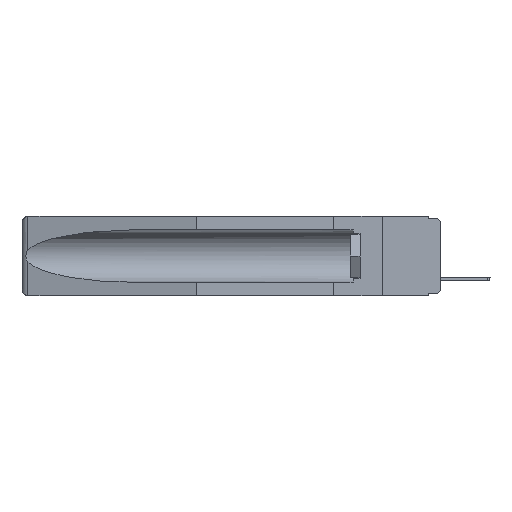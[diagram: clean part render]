
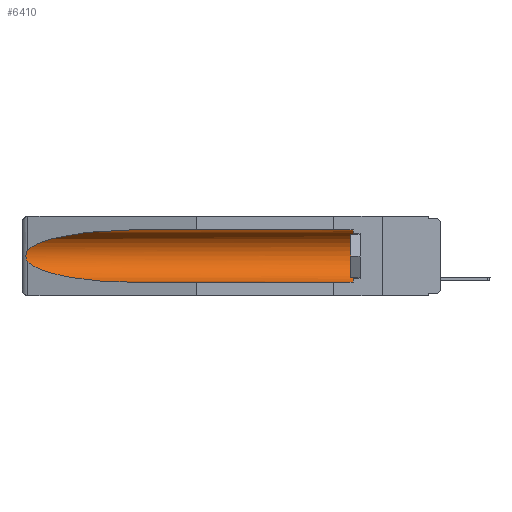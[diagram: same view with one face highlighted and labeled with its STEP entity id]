
A CAD part, left-side view. The second image highlights one B-rep face of the part: STEP entity #6410.
In plain terms, the highlighted cylindrical face has radius 2.857 mm (diameter 5.715 mm), a partial arc.
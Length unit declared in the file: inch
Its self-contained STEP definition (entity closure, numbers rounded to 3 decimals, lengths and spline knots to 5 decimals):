
#723 = ORIENTED_EDGE ( 'NONE', *, *, #18779, .T. ) ;
#862 = DIRECTION ( 'NONE',  ( 0., 1., 0. ) ) ;
#922 = DIRECTION ( 'NONE',  ( 0., 1., 0. ) ) ;
#1069 = CARTESIAN_POINT ( 'NONE',  ( 0.26597, 1.52961, -0.15275 ) ) ;
#1302 = CARTESIAN_POINT ( 'NONE',  ( 0.155, -0.30754, -0.284 ) ) ;
#1629 = CARTESIAN_POINT ( 'NONE',  ( 0.155, 0.126, -0.284 ) ) ;
#1877 =( BOUNDED_CURVE ( )  B_SPLINE_CURVE ( 3, ( #11989, #17968, #3489, #18659 ),
 .UNSPECIFIED., .F., .F. ) 
 B_SPLINE_CURVE_WITH_KNOTS ( ( 4, 4 ),
 ( 0.1948, 1.5708 ),
 .UNSPECIFIED. ) 
 CURVE ( )  GEOMETRIC_REPRESENTATION_ITEM ( )  RATIONAL_B_SPLINE_CURVE ( ( 1., 0.848, 0.848, 1. ) ) 
 REPRESENTATION_ITEM ( '' )  );
#2546 = CARTESIAN_POINT ( 'NONE',  ( 0.26537, 1.52718, -0.14972 ) ) ;
#2737 = CARTESIAN_POINT ( 'NONE',  ( 0.2675, 1.53308, -0.16763 ) ) ;
#2989 = VECTOR ( 'NONE', #17726, 39.37008 ) ;
#3215 = CARTESIAN_POINT ( 'NONE',  ( 0.26537, 1.52718, -0.19328 ) ) ;
#3489 = CARTESIAN_POINT ( 'NONE',  ( 0.21114, 1.30732, -0.284 ) ) ;
#3535 = CARTESIAN_POINT ( 'NONE',  ( 0.26537, 1.52718, -0.19328 ) ) ;
#4182 = CARTESIAN_POINT ( 'NONE',  ( 0.25451, 1.48313, -0.09465 ) ) ;
#4721 = CARTESIAN_POINT ( 'NONE',  ( 0.26597, 1.5296, -0.19026 ) ) ;
#4810 = VERTEX_POINT ( 'NONE', #7909 ) ;
#4954 = DIRECTION ( 'NONE',  ( 0., -1., 0. ) ) ;
#5137 = VERTEX_POINT ( 'NONE', #10040 ) ;
#5245 = CARTESIAN_POINT ( 'NONE',  ( 0.155, 1.07973, -0.284 ) ) ;
#5290 = CYLINDRICAL_SURFACE ( 'NONE', #8812, 0.1125 ) ;
#5645 = ORIENTED_EDGE ( 'NONE', *, *, #17166, .T. ) ;
#6410 = ADVANCED_FACE ( 'NONE', ( #17495 ), #5290, .F. ) ;
#6423 = DIRECTION ( 'NONE',  ( 0., 0., 1. ) ) ;
#6534 = VERTEX_POINT ( 'NONE', #1629 ) ;
#6691 = VERTEX_POINT ( 'NONE', #5245 ) ;
#7062 = CARTESIAN_POINT ( 'NONE',  ( 0.2673, 1.5327, -0.16383 ) ) ;
#7264 = EDGE_CURVE ( 'NONE', #4810, #18026, #15645, .T. ) ;
#7909 = CARTESIAN_POINT ( 'NONE',  ( 0.26537, 1.52718, -0.14972 ) ) ;
#8232 = ORIENTED_EDGE ( 'NONE', *, *, #12006, .T. ) ;
#8363 = CARTESIAN_POINT ( 'NONE',  ( 0.155, 0.126, -0.1715 ) ) ;
#8405 = CARTESIAN_POINT ( 'NONE',  ( 0.155, -0.30754, -0.1715 ) ) ;
#8812 = AXIS2_PLACEMENT_3D ( 'NONE', #8405, #862, #12794 ) ;
#9008 = CARTESIAN_POINT ( 'NONE',  ( 0.2673, 1.53269, -0.17917 ) ) ;
#9062 = ORIENTED_EDGE ( 'NONE', *, *, #15312, .F. ) ;
#9816 = VERTEX_POINT ( 'NONE', #19333 ) ;
#9949 = CIRCLE ( 'NONE', #14610, 0.1125 ) ;
#10040 = CARTESIAN_POINT ( 'NONE',  ( 0.155, 1.07973, -0.059 ) ) ;
#10149 = CARTESIAN_POINT ( 'NONE',  ( 0.26537, 1.52718, -0.14972 ) ) ;
#10161 = VECTOR ( 'NONE', #922, 39.37008 ) ;
#10752 = EDGE_LOOP ( 'NONE', ( #723, #17374, #5645, #9062, #17971, #8232 ) ) ;
#11559 = CARTESIAN_POINT ( 'NONE',  ( 0.155, -0.30754, -0.059 ) ) ;
#11974 =( BOUNDED_CURVE ( )  B_SPLINE_CURVE ( 3, ( #19046, #17575, #4182, #10149 ),
 .UNSPECIFIED., .F., .F. ) 
 B_SPLINE_CURVE_WITH_KNOTS ( ( 4, 4 ),
 ( 4.71239, 6.08839 ),
 .UNSPECIFIED. ) 
 CURVE ( )  GEOMETRIC_REPRESENTATION_ITEM ( )  RATIONAL_B_SPLINE_CURVE ( ( 1., 0.848, 0.848, 1. ) ) 
 REPRESENTATION_ITEM ( '' )  );
#11989 = CARTESIAN_POINT ( 'NONE',  ( 0.26537, 1.52718, -0.19328 ) ) ;
#12006 = EDGE_CURVE ( 'NONE', #9816, #5137, #13199, .T. ) ;
#12794 = DIRECTION ( 'NONE',  ( 0., 0., 1. ) ) ;
#13188 = CARTESIAN_POINT ( 'NONE',  ( 0.2675, 1.53308, -0.17534 ) ) ;
#13199 = LINE ( 'NONE', #11559, #2989 ) ;
#14610 = AXIS2_PLACEMENT_3D ( 'NONE', #8363, #4954, #6423 ) ;
#15312 = EDGE_CURVE ( 'NONE', #6534, #6691, #17457, .T. ) ;
#15645 = B_SPLINE_CURVE_WITH_KNOTS ( 'NONE', 3,
 ( #2546, #1069, #19086, #7062, #2737, #13188, #9008, #18098, #4721, #3215 ),
 .UNSPECIFIED., .F., .F.,
 ( 4, 2, 2, 2, 4 ),
 ( 0., 0.00029, 0.00058, 0.00087, 0.00117 ),
 .UNSPECIFIED. ) ;
#17166 = EDGE_CURVE ( 'NONE', #18026, #6691, #1877, .T. ) ;
#17374 = ORIENTED_EDGE ( 'NONE', *, *, #7264, .T. ) ;
#17457 = LINE ( 'NONE', #1302, #10161 ) ;
#17495 = FACE_OUTER_BOUND ( 'NONE', #10752, .T. ) ;
#17575 = CARTESIAN_POINT ( 'NONE',  ( 0.21114, 1.30732, -0.059 ) ) ;
#17726 = DIRECTION ( 'NONE',  ( 0., 1., 0. ) ) ;
#17968 = CARTESIAN_POINT ( 'NONE',  ( 0.25451, 1.48313, -0.24835 ) ) ;
#17971 = ORIENTED_EDGE ( 'NONE', *, *, #19074, .T. ) ;
#18026 = VERTEX_POINT ( 'NONE', #3535 ) ;
#18098 = CARTESIAN_POINT ( 'NONE',  ( 0.26655, 1.53094, -0.18657 ) ) ;
#18659 = CARTESIAN_POINT ( 'NONE',  ( 0.155, 1.07973, -0.284 ) ) ;
#18779 = EDGE_CURVE ( 'NONE', #5137, #4810, #11974, .T. ) ;
#19046 = CARTESIAN_POINT ( 'NONE',  ( 0.155, 1.07973, -0.059 ) ) ;
#19074 = EDGE_CURVE ( 'NONE', #6534, #9816, #9949, .T. ) ;
#19086 = CARTESIAN_POINT ( 'NONE',  ( 0.26654, 1.53092, -0.15636 ) ) ;
#19333 = CARTESIAN_POINT ( 'NONE',  ( 0.155, 0.126, -0.059 ) ) ;
